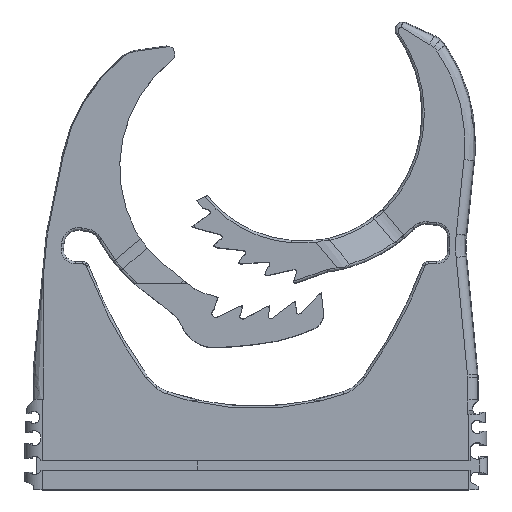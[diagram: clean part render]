
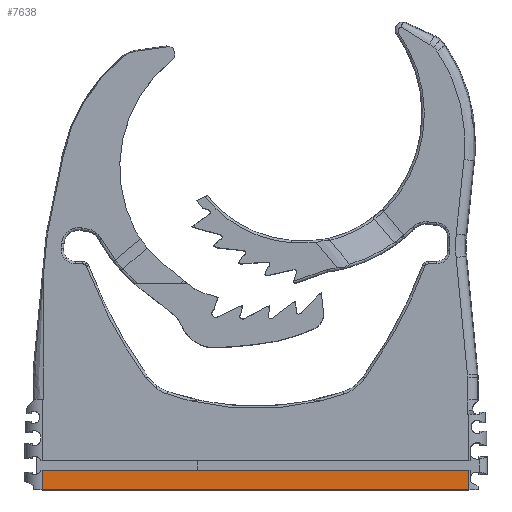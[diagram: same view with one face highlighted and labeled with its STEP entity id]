
A CAD part, top view. The second image highlights one B-rep face of the part: STEP entity #7638.
In plain terms, the highlighted planar face has unit normal (0, 0, 1).
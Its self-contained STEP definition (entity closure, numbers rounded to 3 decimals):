
#1229 = CARTESIAN_POINT ( 'NONE',  ( -393.525, 101.088, -1.25 ) ) ;
#2629 = CARTESIAN_POINT ( 'NONE',  ( -425.04, 107.688, -1.25 ) ) ;
#2783 = EDGE_CURVE ( 'NONE', #12143, #11385, #14671, .T. ) ;
#3049 = ORIENTED_EDGE ( 'NONE', *, *, #4458, .T. ) ;
#3310 = VECTOR ( 'NONE', #11611, 1000. ) ;
#3922 = CARTESIAN_POINT ( 'NONE',  ( -363.876, 103.438, -1.25 ) ) ;
#3993 = PLANE ( 'NONE',  #12618 ) ;
#4362 = CARTESIAN_POINT ( 'NONE',  ( -425.04, 101.088, -1.25 ) ) ;
#4458 = EDGE_CURVE ( 'NONE', #7220, #11385, #9747, .T. ) ;
#4971 = ORIENTED_EDGE ( 'NONE', *, *, #2783, .F. ) ;
#5418 = DIRECTION ( 'NONE',  ( -1., 0., 0. ) ) ;
#5661 = CARTESIAN_POINT ( 'NONE',  ( -425.04, 103.438, -1.25 ) ) ;
#5837 = VECTOR ( 'NONE', #10053, 1000. ) ;
#6880 = CARTESIAN_POINT ( 'NONE',  ( -409.69, 107.688, -1.25 ) ) ;
#6943 = DIRECTION ( 'NONE',  ( 1., 0., 0. ) ) ;
#7220 = VERTEX_POINT ( 'NONE', #5661 ) ;
#7605 = EDGE_CURVE ( 'NONE', #12143, #12286, #10542, .T. ) ;
#7638 = ADVANCED_FACE ( 'NONE', ( #10083 ), #3993, .T. ) ;
#8387 = DIRECTION ( 'NONE',  ( 0., 1., 0. ) ) ;
#9747 = LINE ( 'NONE', #2629, #5837 ) ;
#10053 = DIRECTION ( 'NONE',  ( 0., -1., 0. ) ) ;
#10083 = FACE_OUTER_BOUND ( 'NONE', #10627, .T. ) ;
#10542 = LINE ( 'NONE', #17276, #11521 ) ;
#10627 = EDGE_LOOP ( 'NONE', ( #4971, #18125, #17041, #3049 ) ) ;
#11375 = DIRECTION ( 'NONE',  ( 0., 0., 1. ) ) ;
#11385 = VERTEX_POINT ( 'NONE', #4362 ) ;
#11521 = VECTOR ( 'NONE', #8387, 1000. ) ;
#11611 = DIRECTION ( 'NONE',  ( -1., 0., 0. ) ) ;
#12143 = VERTEX_POINT ( 'NONE', #12247 ) ;
#12247 = CARTESIAN_POINT ( 'NONE',  ( -372.34, 101.088, -1.25 ) ) ;
#12286 = VERTEX_POINT ( 'NONE', #18936 ) ;
#12618 = AXIS2_PLACEMENT_3D ( 'NONE', #6880, #11375, #6943 ) ;
#14248 = LINE ( 'NONE', #3922, #17751 ) ;
#14671 = LINE ( 'NONE', #1229, #3310 ) ;
#15632 = EDGE_CURVE ( 'NONE', #12286, #7220, #14248, .T. ) ;
#17041 = ORIENTED_EDGE ( 'NONE', *, *, #15632, .T. ) ;
#17276 = CARTESIAN_POINT ( 'NONE',  ( -372.34, 107.688, -1.25 ) ) ;
#17751 = VECTOR ( 'NONE', #5418, 1000. ) ;
#18125 = ORIENTED_EDGE ( 'NONE', *, *, #7605, .T. ) ;
#18936 = CARTESIAN_POINT ( 'NONE',  ( -372.34, 103.438, -1.25 ) ) ;
